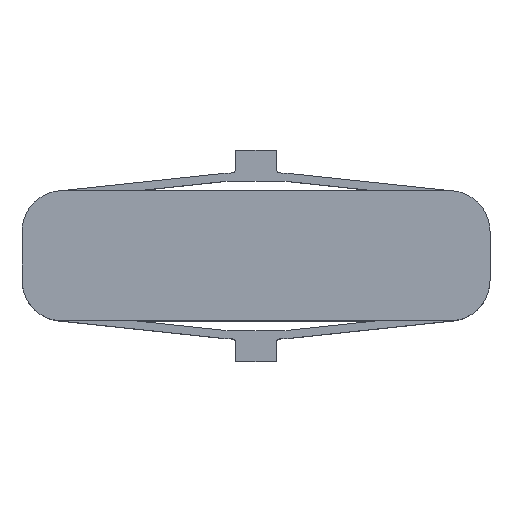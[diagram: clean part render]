
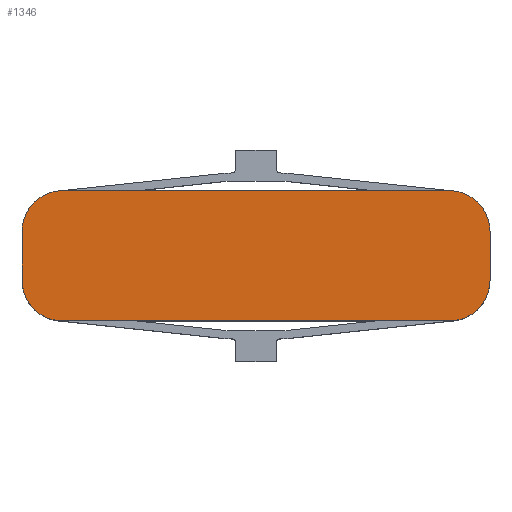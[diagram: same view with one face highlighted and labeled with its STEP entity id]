
A CAD part, top view. The second image highlights one B-rep face of the part: STEP entity #1346.
In plain terms, the highlighted planar face has unit normal (0, 0, 1).
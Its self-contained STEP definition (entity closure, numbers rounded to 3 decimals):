
#19 = CARTESIAN_POINT ( 'NONE',  ( -12.153, -3.994, 5. ) ) ;
#82 = EDGE_CURVE ( 'NONE', #581, #496, #705, .T. ) ;
#86 = DIRECTION ( 'NONE',  ( 0., 0., 1. ) ) ;
#91 = CARTESIAN_POINT ( 'NONE',  ( -14.396, -1.5, 5. ) ) ;
#103 = DIRECTION ( 'NONE',  ( -1., 0., 0. ) ) ;
#124 = DIRECTION ( 'NONE',  ( 0., 1., 0. ) ) ;
#148 = AXIS2_PLACEMENT_3D ( 'NONE', #1127, #262, #1242 ) ;
#197 = CIRCLE ( 'NONE', #840, 2.508 ) ;
#205 = DIRECTION ( 'NONE',  ( 1., 0., 0. ) ) ;
#208 = LINE ( 'NONE', #91, #1293 ) ;
#236 = DIRECTION ( 'NONE',  ( 0., 0., 1. ) ) ;
#258 = CARTESIAN_POINT ( 'NONE',  ( -14.396, -1.5, 5. ) ) ;
#262 = DIRECTION ( 'NONE',  ( 0., 0., 1. ) ) ;
#265 = LINE ( 'NONE', #518, #1105 ) ;
#326 = DIRECTION ( 'NONE',  ( 1., 0., 0. ) ) ;
#390 = CARTESIAN_POINT ( 'NONE',  ( 12.153, -3.994, 5. ) ) ;
#400 = EDGE_CURVE ( 'NONE', #1487, #581, #1489, .T. ) ;
#489 = CARTESIAN_POINT ( 'NONE',  ( 12.153, 3.994, 5. ) ) ;
#496 = VERTEX_POINT ( 'NONE', #584 ) ;
#518 = CARTESIAN_POINT ( 'NONE',  ( 14.396, -1.5, 5. ) ) ;
#554 = VERTEX_POINT ( 'NONE', #852 ) ;
#581 = VERTEX_POINT ( 'NONE', #489 ) ;
#582 = EDGE_CURVE ( 'NONE', #496, #1546, #1305, .T. ) ;
#584 = CARTESIAN_POINT ( 'NONE',  ( -12.153, 3.994, 5. ) ) ;
#623 = AXIS2_PLACEMENT_3D ( 'NONE', #1345, #236, #731 ) ;
#678 = ORIENTED_EDGE ( 'NONE', *, *, #740, .T. ) ;
#683 = EDGE_CURVE ( 'NONE', #1164, #554, #197, .T. ) ;
#705 = LINE ( 'NONE', #804, #1411 ) ;
#721 = CARTESIAN_POINT ( 'NONE',  ( 14.396, 1.5, 5. ) ) ;
#731 = DIRECTION ( 'NONE',  ( 1., 0., 0. ) ) ;
#740 = EDGE_CURVE ( 'NONE', #1035, #1164, #1117, .T. ) ;
#745 = VERTEX_POINT ( 'NONE', #258 ) ;
#804 = CARTESIAN_POINT ( 'NONE',  ( -12.153, 3.994, 5. ) ) ;
#829 = CARTESIAN_POINT ( 'NONE',  ( 11.887, -1.5, 5. ) ) ;
#839 = EDGE_CURVE ( 'NONE', #554, #1487, #265, .T. ) ;
#840 = AXIS2_PLACEMENT_3D ( 'NONE', #829, #1306, #205 ) ;
#850 = ORIENTED_EDGE ( 'NONE', *, *, #1540, .T. ) ;
#852 = CARTESIAN_POINT ( 'NONE',  ( 14.396, -1.5, 5. ) ) ;
#971 = VECTOR ( 'NONE', #1095, 1000. ) ;
#1035 = VERTEX_POINT ( 'NONE', #1318 ) ;
#1038 = ORIENTED_EDGE ( 'NONE', *, *, #582, .T. ) ;
#1077 = ORIENTED_EDGE ( 'NONE', *, *, #683, .T. ) ;
#1095 = DIRECTION ( 'NONE',  ( 1., 0., 0. ) ) ;
#1098 = AXIS2_PLACEMENT_3D ( 'NONE', #1543, #1526, #1521 ) ;
#1104 = ORIENTED_EDGE ( 'NONE', *, *, #1238, .T. ) ;
#1105 = VECTOR ( 'NONE', #124, 1000. ) ;
#1117 = LINE ( 'NONE', #19, #971 ) ;
#1127 = CARTESIAN_POINT ( 'NONE',  ( -11.887, -1.5, 5. ) ) ;
#1152 = FACE_OUTER_BOUND ( 'NONE', #1288, .T. ) ;
#1164 = VERTEX_POINT ( 'NONE', #390 ) ;
#1185 = DIRECTION ( 'NONE',  ( 0., -1., 0. ) ) ;
#1211 = ORIENTED_EDGE ( 'NONE', *, *, #82, .T. ) ;
#1238 = EDGE_CURVE ( 'NONE', #745, #1035, #1481, .T. ) ;
#1240 = ORIENTED_EDGE ( 'NONE', *, *, #839, .T. ) ;
#1242 = DIRECTION ( 'NONE',  ( 1., 0., 0. ) ) ;
#1259 = AXIS2_PLACEMENT_3D ( 'NONE', #1550, #86, #326 ) ;
#1271 = PLANE ( 'NONE',  #1098 ) ;
#1288 = EDGE_LOOP ( 'NONE', ( #1361, #1211, #1038, #850, #1104, #678, #1077, #1240 ) ) ;
#1293 = VECTOR ( 'NONE', #1185, 1000. ) ;
#1305 = CIRCLE ( 'NONE', #623, 2.508 ) ;
#1306 = DIRECTION ( 'NONE',  ( 0., 0., 1. ) ) ;
#1318 = CARTESIAN_POINT ( 'NONE',  ( -12.153, -3.994, 5. ) ) ;
#1345 = CARTESIAN_POINT ( 'NONE',  ( -11.887, 1.5, 5. ) ) ;
#1346 = ADVANCED_FACE ( 'NONE', ( #1152 ), #1271, .T. ) ;
#1361 = ORIENTED_EDGE ( 'NONE', *, *, #400, .T. ) ;
#1411 = VECTOR ( 'NONE', #103, 1000. ) ;
#1454 = CARTESIAN_POINT ( 'NONE',  ( -14.396, 1.5, 5. ) ) ;
#1481 = CIRCLE ( 'NONE', #148, 2.508 ) ;
#1487 = VERTEX_POINT ( 'NONE', #721 ) ;
#1489 = CIRCLE ( 'NONE', #1259, 2.508 ) ;
#1521 = DIRECTION ( 'NONE',  ( 1., 0., 0. ) ) ;
#1526 = DIRECTION ( 'NONE',  ( 0., 0., 1. ) ) ;
#1540 = EDGE_CURVE ( 'NONE', #1546, #745, #208, .T. ) ;
#1543 = CARTESIAN_POINT ( 'NONE',  ( 11.887, 1.5, 5. ) ) ;
#1546 = VERTEX_POINT ( 'NONE', #1454 ) ;
#1550 = CARTESIAN_POINT ( 'NONE',  ( 11.887, 1.5, 5. ) ) ;
